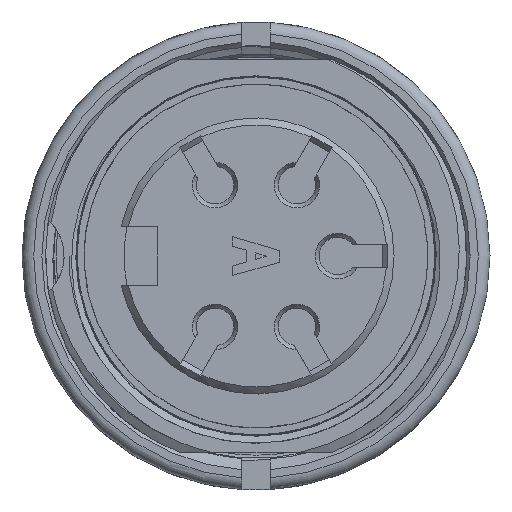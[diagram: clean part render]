
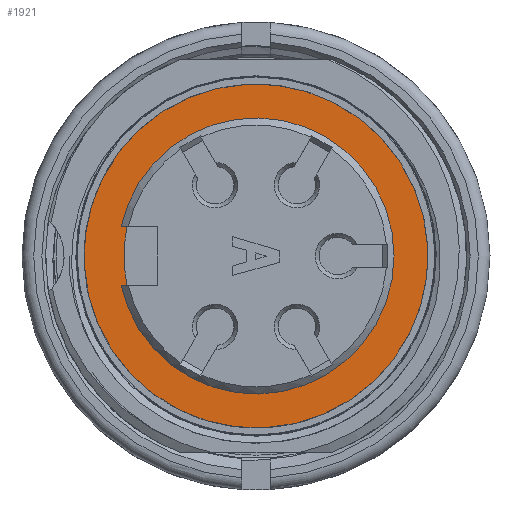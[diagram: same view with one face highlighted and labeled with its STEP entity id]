
A CAD part, front view. The second image highlights one B-rep face of the part: STEP entity #1921.
In plain terms, the highlighted planar face has unit normal (0, -1, 0).
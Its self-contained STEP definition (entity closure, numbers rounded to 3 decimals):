
#1245=FACE_BOUND('',#2836,.T.);
#1246=FACE_BOUND('',#2837,.T.);
#1440=PLANE('',#9079);
#1921=ADVANCED_FACE('',(#1245,#1246),#1440,.T.);
#2836=EDGE_LOOP('',(#5240,#5241,#5242,#5243));
#2837=EDGE_LOOP('',(#5244));
#3428=CIRCLE('',#9072,5.9);
#3429=CIRCLE('',#9075,5.65);
#3430=CIRCLE('',#9078,7.35);
#5240=ORIENTED_EDGE('',*,*,#7437,.F.);
#5241=ORIENTED_EDGE('',*,*,#7436,.T.);
#5242=ORIENTED_EDGE('',*,*,#7434,.F.);
#5243=ORIENTED_EDGE('',*,*,#7430,.T.);
#5244=ORIENTED_EDGE('',*,*,#7438,.T.);
#6381=VERTEX_POINT('',#18196);
#6382=VERTEX_POINT('',#18197);
#6383=VERTEX_POINT('',#18202);
#6384=VERTEX_POINT('',#18206);
#6385=VERTEX_POINT('',#18212);
#7430=EDGE_CURVE('',#6381,#6382,#3428,.T.);
#7434=EDGE_CURVE('',#6381,#6383,#8136,.T.);
#7436=EDGE_CURVE('',#6384,#6383,#3429,.T.);
#7437=EDGE_CURVE('',#6384,#6382,#8138,.T.);
#7438=EDGE_CURVE('',#6385,#6385,#3430,.T.);
#8136=LINE('',#18203,#8715);
#8138=LINE('',#18209,#8717);
#8715=VECTOR('',#10397,1.);
#8717=VECTOR('',#10405,1.);
#9072=AXIS2_PLACEMENT_3D('',#18195,#10390,#10391);
#9075=AXIS2_PLACEMENT_3D('',#18207,#10401,#10402);
#9078=AXIS2_PLACEMENT_3D('',#18211,#10408,#10409);
#9079=AXIS2_PLACEMENT_3D('',#18213,#10410,#10411);
#10390=DIRECTION('',(0.,1.,0.));
#10391=DIRECTION('',(0.,0.,-1.));
#10397=DIRECTION('',(1.,0.,0.));
#10401=DIRECTION('',(0.,1.,0.));
#10402=DIRECTION('',(0.547,0.,-0.837));
#10405=DIRECTION('',(-1.,0.,0.));
#10408=DIRECTION('',(0.,-1.,0.));
#10409=DIRECTION('',(0.547,0.,-0.837));
#10410=DIRECTION('',(0.,-1.,0.));
#10411=DIRECTION('',(0.837,0.,0.547));
#18195=CARTESIAN_POINT('',(0.596,-17.756,0.));
#18196=CARTESIAN_POINT('',(-5.17,-17.756,1.25));
#18197=CARTESIAN_POINT('',(-5.17,-17.756,-1.25));
#18202=CARTESIAN_POINT('',(-4.914,-17.756,1.25));
#18203=CARTESIAN_POINT('',(0.596,-17.756,1.25));
#18206=CARTESIAN_POINT('',(-4.914,-17.756,-1.25));
#18207=CARTESIAN_POINT('',(0.596,-17.756,0.));
#18209=CARTESIAN_POINT('',(0.596,-17.756,-1.25));
#18211=CARTESIAN_POINT('',(0.596,-17.756,0.));
#18212=CARTESIAN_POINT('',(4.616,-17.756,-6.153));
#18213=CARTESIAN_POINT('',(0.596,-17.756,0.));
